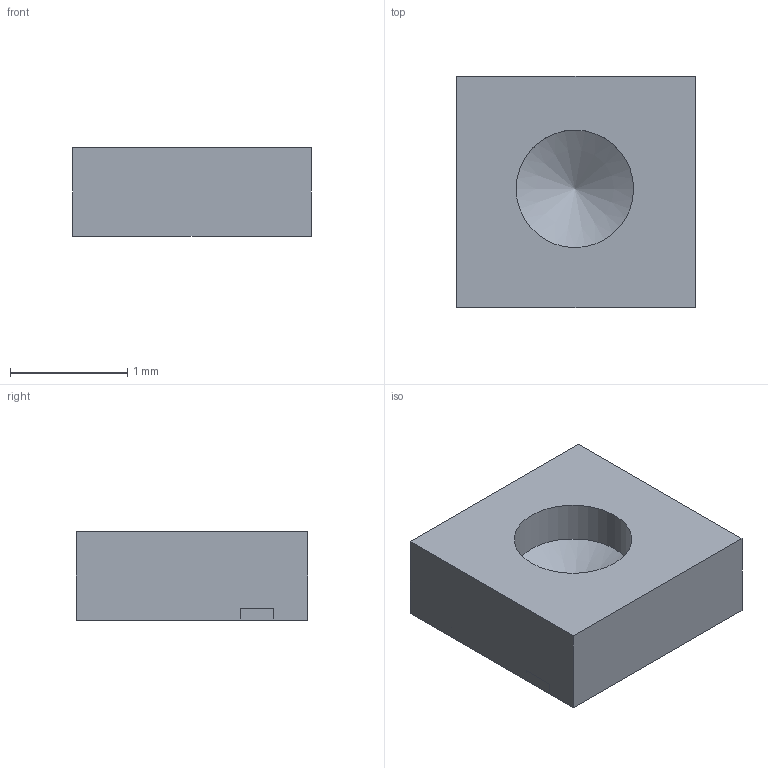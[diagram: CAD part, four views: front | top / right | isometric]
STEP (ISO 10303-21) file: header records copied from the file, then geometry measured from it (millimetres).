
FILE_DESCRIPTION(('FreeCAD Model'),'2;1');
FILE_NAME('Open CASCADE Shape Model','2022-12-19T10:28:23',( 'kicad StepUp'),('ksu MCAD'),'Open CASCADE STEP processor 7.6', 'FreeCAD','Unknown');
FILE_SCHEMA(('AUTOMOTIVE_DESIGN { 1 0 10303 214 1 1 1 1 }'));
Length unit declared in the file: millimetre
Products named in the file (1): SHT3C
Bounding box: 2.03 x 1.97 x 0.75 mm (x, y, z)
Volume: 2.6 mm3; surface area: 15.7 mm2
Topology: 1 solids, 1 shells, 28 faces, 65 edges, 43 vertices
Faces by surface type: plane 26, cylinder 1, cone 1
Full cylindrical faces by diameter (mm): 1 x1
Entity records: 800 total; most frequent: CARTESIAN_POINT 136, ORIENTED_EDGE 128, DIRECTION 124, EDGE_CURVE 64, LINE 62, VECTOR 62, VERTEX_POINT 43, FACE_BOUND 33
